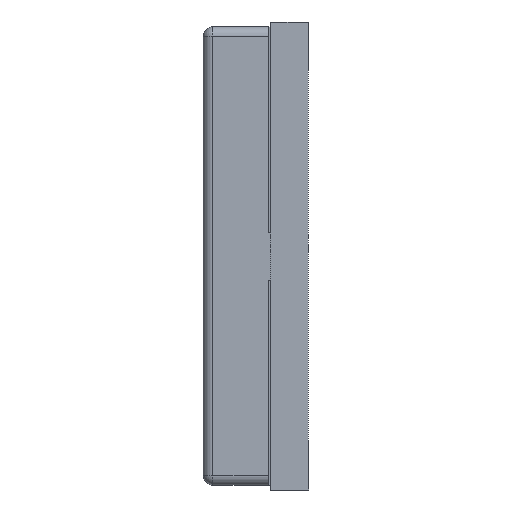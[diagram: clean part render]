
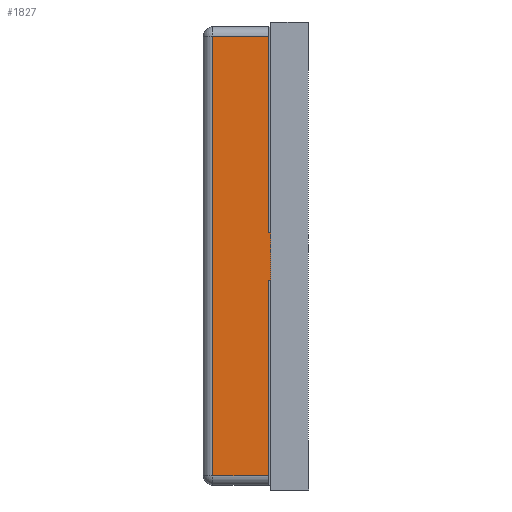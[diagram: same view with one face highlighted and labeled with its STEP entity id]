
A CAD part, left-side view. The second image highlights one B-rep face of the part: STEP entity #1827.
In plain terms, the highlighted planar face has unit normal (-1, 0, 0).
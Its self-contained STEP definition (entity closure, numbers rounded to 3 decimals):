
#73 = CARTESIAN_POINT ( 'NONE',  ( -4.95, 0.83, -4.55 ) ) ;
#108 = ORIENTED_EDGE ( 'NONE', *, *, #5761, .T. ) ;
#229 = VERTEX_POINT ( 'NONE', #3867 ) ;
#612 = VERTEX_POINT ( 'NONE', #6680 ) ;
#668 = DIRECTION ( 'NONE',  ( 0., 1., 0. ) ) ;
#673 = ORIENTED_EDGE ( 'NONE', *, *, #9043, .F. ) ;
#892 = DIRECTION ( 'NONE',  ( 0., 0.003, -1. ) ) ;
#963 = VERTEX_POINT ( 'NONE', #8655 ) ;
#998 = LINE ( 'NONE', #3115, #5929 ) ;
#1005 = VECTOR ( 'NONE', #2812, 1000. ) ;
#1141 = VERTEX_POINT ( 'NONE', #5939 ) ;
#1182 = ORIENTED_EDGE ( 'NONE', *, *, #8679, .F. ) ;
#1222 = CARTESIAN_POINT ( 'NONE',  ( -4.95, 0.78, 0.497 ) ) ;
#1223 = PLANE ( 'NONE',  #7942 ) ;
#1415 = LINE ( 'NONE', #7443, #3539 ) ;
#1733 = ORIENTED_EDGE ( 'NONE', *, *, #2934, .F. ) ;
#1820 = ORIENTED_EDGE ( 'NONE', *, *, #3595, .T. ) ;
#1827 = ADVANCED_FACE ( 'NONE', ( #2690 ), #1223, .F. ) ;
#2236 = VECTOR ( 'NONE', #8604, 1000. ) ;
#2244 = DIRECTION ( 'NONE',  ( 0., -1., 0. ) ) ;
#2409 = VECTOR ( 'NONE', #7868, 1000. ) ;
#2690 = FACE_OUTER_BOUND ( 'NONE', #5188, .T. ) ;
#2745 = VECTOR ( 'NONE', #2244, 1000. ) ;
#2812 = DIRECTION ( 'NONE',  ( 0., 0., -1. ) ) ;
#2816 = VERTEX_POINT ( 'NONE', #73 ) ;
#2934 = EDGE_CURVE ( 'NONE', #9844, #5938, #3991, .T. ) ;
#2945 = VECTOR ( 'NONE', #892, 1000. ) ;
#3115 = CARTESIAN_POINT ( 'NONE',  ( -4.95, 1.98, -4.75 ) ) ;
#3221 = DIRECTION ( 'NONE',  ( 0., 0., -1. ) ) ;
#3539 = VECTOR ( 'NONE', #668, 1000. ) ;
#3595 = EDGE_CURVE ( 'NONE', #963, #229, #1415, .T. ) ;
#3795 = LINE ( 'NONE', #9920, #2745 ) ;
#3867 = CARTESIAN_POINT ( 'NONE',  ( -4.95, 1.98, 4.55 ) ) ;
#3991 = LINE ( 'NONE', #4791, #5682 ) ;
#3998 = ORIENTED_EDGE ( 'NONE', *, *, #4272, .T. ) ;
#4272 = EDGE_CURVE ( 'NONE', #229, #612, #998, .T. ) ;
#4722 = LINE ( 'NONE', #7824, #2409 ) ;
#4791 = CARTESIAN_POINT ( 'NONE',  ( -4.95, 0.829, 0.497 ) ) ;
#4838 = CARTESIAN_POINT ( 'NONE',  ( -4.95, 0.73, -0.501 ) ) ;
#4921 = LINE ( 'NONE', #5925, #1005 ) ;
#5188 = EDGE_LOOP ( 'NONE', ( #1733, #6185, #1820, #3998, #108, #673, #1182, #5401 ) ) ;
#5401 = ORIENTED_EDGE ( 'NONE', *, *, #8978, .T. ) ;
#5682 = VECTOR ( 'NONE', #7892, 1000. ) ;
#5761 = EDGE_CURVE ( 'NONE', #612, #2816, #3795, .T. ) ;
#5925 = CARTESIAN_POINT ( 'NONE',  ( -4.95, 0.83, -0.501 ) ) ;
#5929 = VECTOR ( 'NONE', #3221, 1000. ) ;
#5938 = VERTEX_POINT ( 'NONE', #1222 ) ;
#5939 = CARTESIAN_POINT ( 'NONE',  ( -4.95, 0.83, -0.501 ) ) ;
#6185 = ORIENTED_EDGE ( 'NONE', *, *, #6634, .F. ) ;
#6269 = LINE ( 'NONE', #4838, #2236 ) ;
#6578 = DIRECTION ( 'NONE',  ( 1., 0., 0. ) ) ;
#6601 = CARTESIAN_POINT ( 'NONE',  ( -4.95, 0.829, 0.497 ) ) ;
#6634 = EDGE_CURVE ( 'NONE', #963, #9844, #7864, .T. ) ;
#6680 = CARTESIAN_POINT ( 'NONE',  ( -4.95, 1.98, -4.55 ) ) ;
#6874 = VERTEX_POINT ( 'NONE', #8269 ) ;
#7443 = CARTESIAN_POINT ( 'NONE',  ( -4.95, 2.18, 4.55 ) ) ;
#7824 = CARTESIAN_POINT ( 'NONE',  ( -4.95, 0.78, -4.75 ) ) ;
#7864 = LINE ( 'NONE', #8475, #2945 ) ;
#7868 = DIRECTION ( 'NONE',  ( 0., 0., 1. ) ) ;
#7892 = DIRECTION ( 'NONE',  ( 0., -1., -0.003 ) ) ;
#7942 = AXIS2_PLACEMENT_3D ( 'NONE', #9565, #6578, #8049 ) ;
#8049 = DIRECTION ( 'NONE',  ( 0., 0., -1. ) ) ;
#8269 = CARTESIAN_POINT ( 'NONE',  ( -4.95, 0.78, -0.501 ) ) ;
#8475 = CARTESIAN_POINT ( 'NONE',  ( -4.95, 0.816, 5.018 ) ) ;
#8604 = DIRECTION ( 'NONE',  ( 0., 1., 0. ) ) ;
#8655 = CARTESIAN_POINT ( 'NONE',  ( -4.95, 0.817, 4.55 ) ) ;
#8679 = EDGE_CURVE ( 'NONE', #6874, #1141, #6269, .T. ) ;
#8978 = EDGE_CURVE ( 'NONE', #6874, #5938, #4722, .T. ) ;
#9043 = EDGE_CURVE ( 'NONE', #1141, #2816, #4921, .T. ) ;
#9565 = CARTESIAN_POINT ( 'NONE',  ( -4.95, 2.18, -4.75 ) ) ;
#9844 = VERTEX_POINT ( 'NONE', #6601 ) ;
#9920 = CARTESIAN_POINT ( 'NONE',  ( -4.95, 2.18, -4.55 ) ) ;
